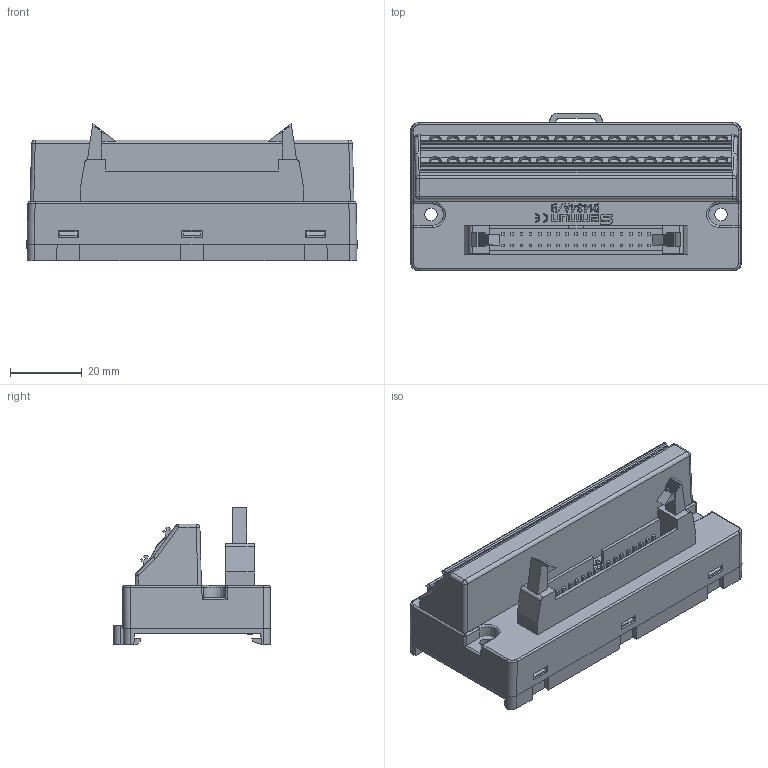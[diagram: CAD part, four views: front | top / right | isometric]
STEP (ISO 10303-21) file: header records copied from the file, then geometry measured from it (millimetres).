
FILE_DESCRIPTION(/* description */ (''),/* implementation_level */ '2;1');
FILE_NAME(/* name */ 'D1434A_B.stp',/* time_stamp */ '2024-08-08T14:06:45+08:00',/* author */ (''),/* organization */ (''),/* preprocessor_version */ 'ST-DEVELOPER v14',/* originating_system */ 'SIEMENS PLM Software NX 8.0',/* authorisation */ '');
FILE_SCHEMA (('AUTOMOTIVE_DESIGN { 1 0 10303 214 3 1 1 1 }'));
Length unit declared in the file: millimetre
Products named in the file (1): D1434A_B 3D_stp
Bounding box: 92.19 x 43.9 x 38.25 mm (x, y, z)
Volume: 74926.2 mm3; surface area: 22215.2 mm2
Topology: 1 solids, 2 shells, 822 faces, 2225 edges, 1454 vertices
Faces by surface type: plane 688, cylinder 102, extrusion 12, sphere 10, bspline 6, cone 2, torus 2
Full cylindrical faces by diameter (mm): 3.3 x34, 3.5 x2
Entity records: 26827 total; most frequent: CARTESIAN_POINT 5094, ORIENTED_EDGE 4290, DIRECTION 4010, EDGE_CURVE 2145, VECTOR 1842, LINE 1830, VERTEX_POINT 1418, AXIS2_PLACEMENT_3D 1084
